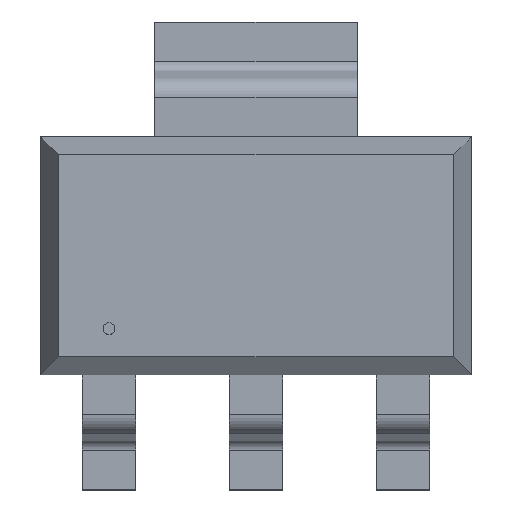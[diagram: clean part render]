
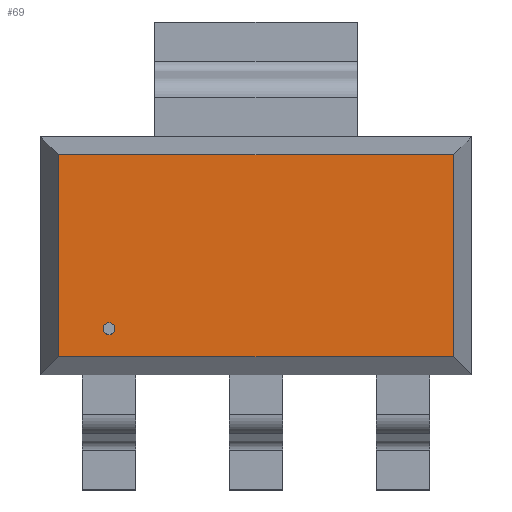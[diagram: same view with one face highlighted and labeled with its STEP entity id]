
A CAD part, top view. The second image highlights one B-rep face of the part: STEP entity #69.
In plain terms, the highlighted planar face has unit normal (0, 0, 1).
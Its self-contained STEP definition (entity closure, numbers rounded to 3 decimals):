
#69 = ADVANCED_FACE('',(#70),#104,.T.);
#70 = FACE_BOUND('',#71,.T.);
#71 = EDGE_LOOP('',(#72,#82,#90,#98));
#72 = ORIENTED_EDGE('',*,*,#73,.F.);
#73 = EDGE_CURVE('',#74,#76,#78,.T.);
#74 = VERTEX_POINT('',#75);
#75 = CARTESIAN_POINT('',(3.073,-1.575,1.803));
#76 = VERTEX_POINT('',#77);
#77 = CARTESIAN_POINT('',(-3.073,-1.575,1.803));
#78 = LINE('',#79,#80);
#79 = CARTESIAN_POINT('',(3.073,-1.575,1.803));
#80 = VECTOR('',#81,1.);
#81 = DIRECTION('',(-1.,0.,0.));
#82 = ORIENTED_EDGE('',*,*,#83,.F.);
#83 = EDGE_CURVE('',#84,#74,#86,.T.);
#84 = VERTEX_POINT('',#85);
#85 = CARTESIAN_POINT('',(3.073,1.575,1.803));
#86 = LINE('',#87,#88);
#87 = CARTESIAN_POINT('',(3.073,1.575,1.803));
#88 = VECTOR('',#89,1.);
#89 = DIRECTION('',(0.,-1.,0.));
#90 = ORIENTED_EDGE('',*,*,#91,.F.);
#91 = EDGE_CURVE('',#92,#84,#94,.T.);
#92 = VERTEX_POINT('',#93);
#93 = CARTESIAN_POINT('',(-3.073,1.575,1.803));
#94 = LINE('',#95,#96);
#95 = CARTESIAN_POINT('',(-3.073,1.575,1.803));
#96 = VECTOR('',#97,1.);
#97 = DIRECTION('',(1.,0.,0.));
#98 = ORIENTED_EDGE('',*,*,#99,.F.);
#99 = EDGE_CURVE('',#76,#92,#100,.T.);
#100 = LINE('',#101,#102);
#101 = CARTESIAN_POINT('',(-3.073,-1.575,1.803));
#102 = VECTOR('',#103,1.);
#103 = DIRECTION('',(0.,1.,0.));
#104 = PLANE('',#105);
#105 = AXIS2_PLACEMENT_3D('',#106,#107,#108);
#106 = CARTESIAN_POINT('',(-3.073,-1.575,1.803));
#107 = DIRECTION('',(0.,0.,1.));
#108 = DIRECTION('',(0.,1.,0.));
